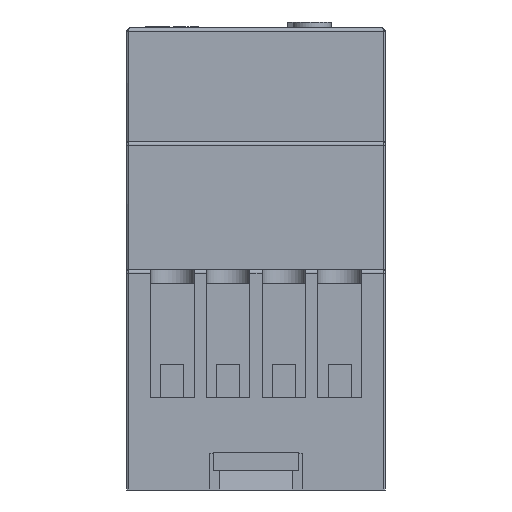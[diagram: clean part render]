
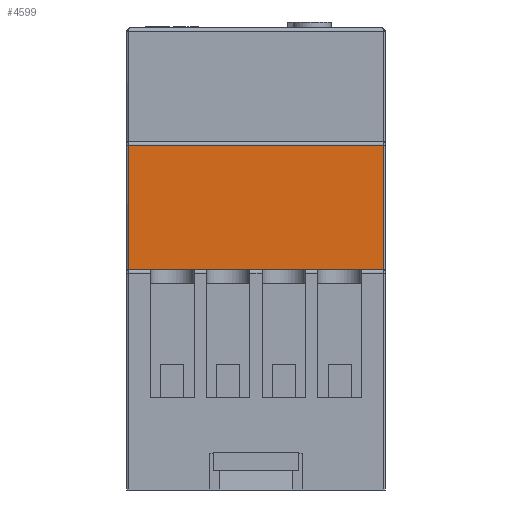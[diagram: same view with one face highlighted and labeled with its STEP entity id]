
A CAD part, front view. The second image highlights one B-rep face of the part: STEP entity #4599.
In plain terms, the highlighted planar face has unit normal (0, -1, 0).
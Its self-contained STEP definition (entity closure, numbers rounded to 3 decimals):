
#367 = DIRECTION ( 'NONE',  ( 0., 0., -1. ) ) ;
#1276 = VECTOR ( 'NONE', #6926, 1000. ) ;
#1281 = CARTESIAN_POINT ( 'NONE',  ( -36.1, 11., 48.5 ) ) ;
#1482 = EDGE_CURVE ( 'NONE', #2639, #11829, #11979, .T. ) ;
#1877 = VERTEX_POINT ( 'NONE', #1281 ) ;
#2639 = VERTEX_POINT ( 'NONE', #2927 ) ;
#2927 = CARTESIAN_POINT ( 'NONE',  ( -36.1, 11., 31. ) ) ;
#3564 = VECTOR ( 'NONE', #11102, 1000. ) ;
#4599 = ADVANCED_FACE ( 'NONE', ( #10926 ), #10026, .T. ) ;
#4754 = ORIENTED_EDGE ( 'NONE', *, *, #10897, .T. ) ;
#4846 = CARTESIAN_POINT ( 'NONE',  ( -36.3, 11., 31. ) ) ;
#5401 = ORIENTED_EDGE ( 'NONE', *, *, #11660, .T. ) ;
#5666 = LINE ( 'NONE', #6700, #5997 ) ;
#5888 = EDGE_LOOP ( 'NONE', ( #13213, #5401, #12226, #4754 ) ) ;
#5964 = CARTESIAN_POINT ( 'NONE',  ( -0.2, 11., 31. ) ) ;
#5997 = VECTOR ( 'NONE', #6614, 1000. ) ;
#6614 = DIRECTION ( 'NONE',  ( -1., 0., 0. ) ) ;
#6700 = CARTESIAN_POINT ( 'NONE',  ( -36.3, 11., 48.5 ) ) ;
#6926 = DIRECTION ( 'NONE',  ( 0., 0., 1. ) ) ;
#8853 = VERTEX_POINT ( 'NONE', #13455 ) ;
#9984 = LINE ( 'NONE', #12991, #10982 ) ;
#10026 = PLANE ( 'NONE',  #12412 ) ;
#10897 = EDGE_CURVE ( 'NONE', #11829, #8853, #11862, .T. ) ;
#10926 = FACE_OUTER_BOUND ( 'NONE', #5888, .T. ) ;
#10982 = VECTOR ( 'NONE', #11810, 1000. ) ;
#11086 = DIRECTION ( 'NONE',  ( 0., -1., 0. ) ) ;
#11102 = DIRECTION ( 'NONE',  ( 1., 0., 0. ) ) ;
#11660 = EDGE_CURVE ( 'NONE', #1877, #2639, #9984, .T. ) ;
#11810 = DIRECTION ( 'NONE',  ( 0., 0., -1. ) ) ;
#11829 = VERTEX_POINT ( 'NONE', #5964 ) ;
#11862 = LINE ( 'NONE', #13401, #1276 ) ;
#11979 = LINE ( 'NONE', #4846, #3564 ) ;
#11980 = CARTESIAN_POINT ( 'NONE',  ( -36.3, 11., 49. ) ) ;
#12226 = ORIENTED_EDGE ( 'NONE', *, *, #1482, .T. ) ;
#12412 = AXIS2_PLACEMENT_3D ( 'NONE', #11980, #11086, #367 ) ;
#12991 = CARTESIAN_POINT ( 'NONE',  ( -36.1, 11., 31. ) ) ;
#13213 = ORIENTED_EDGE ( 'NONE', *, *, #13534, .T. ) ;
#13401 = CARTESIAN_POINT ( 'NONE',  ( -0.2, 11., 49. ) ) ;
#13455 = CARTESIAN_POINT ( 'NONE',  ( -0.2, 11., 48.5 ) ) ;
#13534 = EDGE_CURVE ( 'NONE', #8853, #1877, #5666, .T. ) ;
